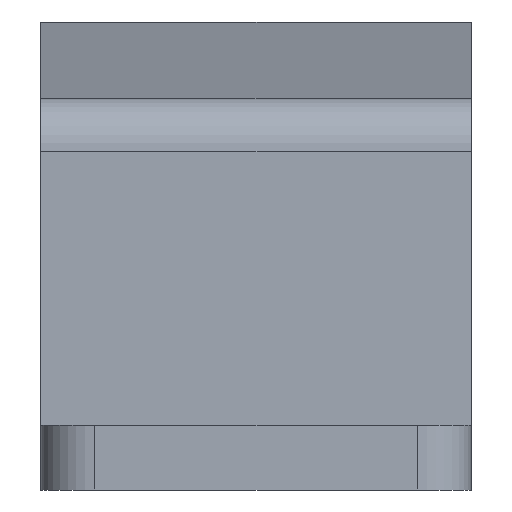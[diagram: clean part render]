
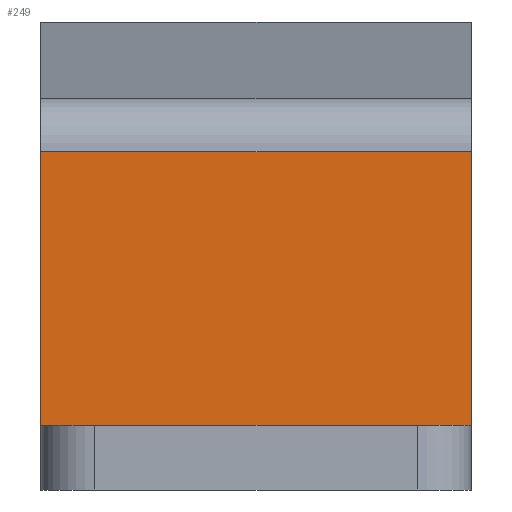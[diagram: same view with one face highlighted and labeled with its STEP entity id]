
A CAD part, front view. The second image highlights one B-rep face of the part: STEP entity #249.
In plain terms, the highlighted planar face has unit normal (0, -1, 0).
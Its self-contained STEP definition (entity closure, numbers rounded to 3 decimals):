
#6 = CARTESIAN_POINT ( 'NONE',  ( -20., -86., -18.5 ) ) ;
#153 = LINE ( 'NONE', #1319, #1619 ) ;
#249 = ADVANCED_FACE ( 'NONE', ( #1875 ), #1316, .F. ) ;
#357 = ORIENTED_EDGE ( 'NONE', *, *, #949, .T. ) ;
#400 = CARTESIAN_POINT ( 'NONE',  ( -20., -86., 6.921 ) ) ;
#402 = CARTESIAN_POINT ( 'NONE',  ( 20., -86., -18.5 ) ) ;
#508 = VECTOR ( 'NONE', #1370, 1000. ) ;
#586 = CARTESIAN_POINT ( 'NONE',  ( 20., -86., 6.921 ) ) ;
#834 = EDGE_CURVE ( 'NONE', #1556, #1386, #153, .T. ) ;
#932 = EDGE_CURVE ( 'NONE', #1764, #1648, #1519, .T. ) ;
#949 = EDGE_CURVE ( 'NONE', #1556, #1764, #1042, .T. ) ;
#1026 = DIRECTION ( 'NONE',  ( 0., 0., -1. ) ) ;
#1042 = LINE ( 'NONE', #2168, #1910 ) ;
#1135 = DIRECTION ( 'NONE',  ( -1., 0., 0. ) ) ;
#1316 = PLANE ( 'NONE',  #1555 ) ;
#1319 = CARTESIAN_POINT ( 'NONE',  ( 20., -86., -18.5 ) ) ;
#1366 = ORIENTED_EDGE ( 'NONE', *, *, #932, .T. ) ;
#1370 = DIRECTION ( 'NONE',  ( 0., 0., -1. ) ) ;
#1386 = VERTEX_POINT ( 'NONE', #402 ) ;
#1441 = DIRECTION ( 'NONE',  ( 0., 1., 0. ) ) ;
#1465 = DIRECTION ( 'NONE',  ( 0., 0., 1. ) ) ;
#1480 = DIRECTION ( 'NONE',  ( -1., 0., 0. ) ) ;
#1489 = ORIENTED_EDGE ( 'NONE', *, *, #1731, .F. ) ;
#1490 = CARTESIAN_POINT ( 'NONE',  ( 20., -86., -18.5 ) ) ;
#1519 = LINE ( 'NONE', #6, #508 ) ;
#1555 = AXIS2_PLACEMENT_3D ( 'NONE', #1490, #1441, #1465 ) ;
#1556 = VERTEX_POINT ( 'NONE', #586 ) ;
#1575 = VECTOR ( 'NONE', #1480, 1000. ) ;
#1619 = VECTOR ( 'NONE', #1026, 1000. ) ;
#1621 = LINE ( 'NONE', #2319, #1575 ) ;
#1648 = VERTEX_POINT ( 'NONE', #2009 ) ;
#1721 = ORIENTED_EDGE ( 'NONE', *, *, #834, .F. ) ;
#1731 = EDGE_CURVE ( 'NONE', #1386, #1648, #1621, .T. ) ;
#1764 = VERTEX_POINT ( 'NONE', #400 ) ;
#1867 = EDGE_LOOP ( 'NONE', ( #1721, #357, #1366, #1489 ) ) ;
#1875 = FACE_OUTER_BOUND ( 'NONE', #1867, .T. ) ;
#1910 = VECTOR ( 'NONE', #1135, 1000. ) ;
#2009 = CARTESIAN_POINT ( 'NONE',  ( -20., -86., -18.5 ) ) ;
#2168 = CARTESIAN_POINT ( 'NONE',  ( 20., -86., 6.921 ) ) ;
#2319 = CARTESIAN_POINT ( 'NONE',  ( 20., -86., -18.5 ) ) ;
